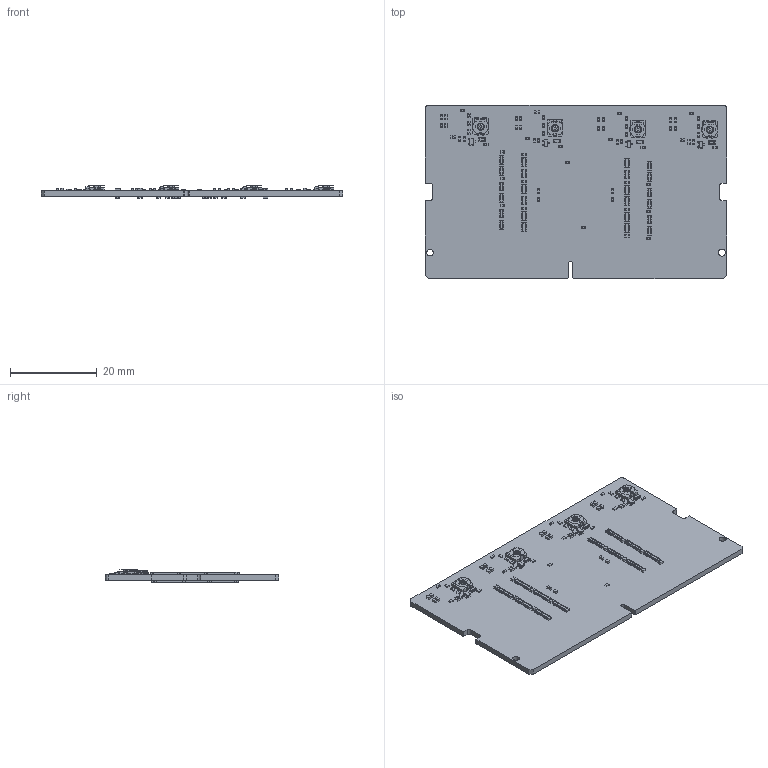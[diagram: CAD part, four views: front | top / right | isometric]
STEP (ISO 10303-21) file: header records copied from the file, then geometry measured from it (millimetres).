
FILE_DESCRIPTION(('KiCad electronic assembly'),'2;1');
FILE_NAME('lpddr5-sodimm.stp','2023-12-22T13:24:32',('Pcbnew'),('Kicad') ,'Open CASCADE STEP processor 7.5','KiCad to STEP converter','Unknown' );
FILE_SCHEMA(('AUTOMOTIVE_DESIGN { 1 0 10303 214 1 1 1 1 }'));
Length unit declared in the file: millimetre
Products named in the file (14): lpddr5-sodimm 1; C_0402_1005Metric; SOLID; R_array_panasonic_exb28; LED_0603_1608Metric; R_0402_1005Metric; SOT-523; TC-33X-2; lpddr5-sodimm PCB
Assembly tree (169 placements, depth 3):
  lpddr5-sodimm 1
    C_0402_1005Metric  x68
      SOLID
    R_array_panasonic_exb28  x48
      SOLID
    LED_0603_1608Metric  x4
      SOLID
    R_0402_1005Metric  x34
      SOLID
    SOT-523  x4
      SOLID
    TC-33X-2  x4
      SOLID
    lpddr5-sodimm PCB
Bounding box: 69.62 x 40 x 2.99 mm (x, y, z)
Volume: 3691.2 mm3; surface area: 6720.5 mm2
Topology: 163 solids, 163 shells, 11005 faces, 27753 edges, 16686 vertices
Faces by surface type: plane 9092, cylinder 1289, sphere 544, bspline 80
Full cylindrical faces by diameter (mm): 1.5 x1, 1.6 x1
Entity records: 36720 total; most frequent: CARTESIAN_POINT 8924, DIRECTION 4782, LINE 3174, VECTOR 3174, ORIENTED_EDGE 2412, PCURVE 2412, DEFINITIONAL_REPRESENTATION 2412, EDGE_CURVE 1206
